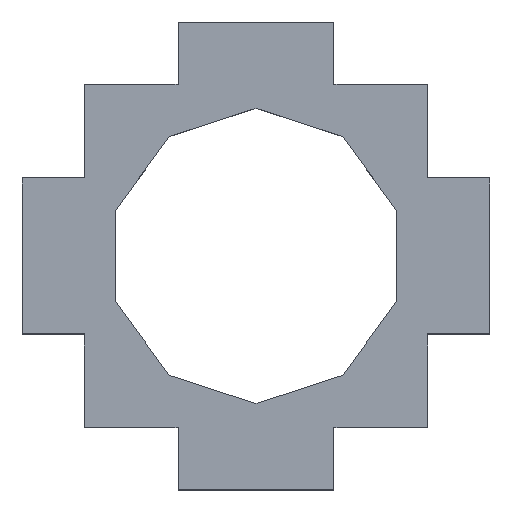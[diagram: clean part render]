
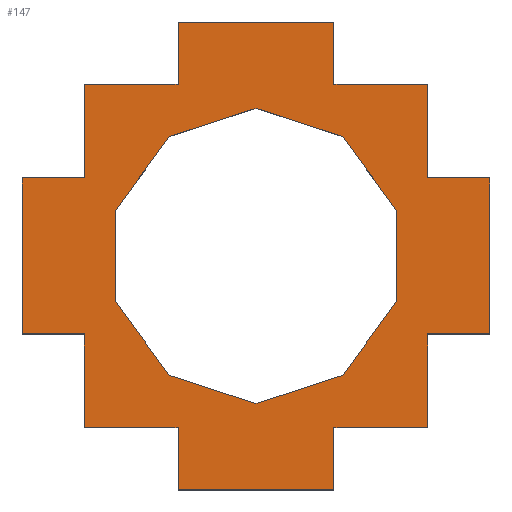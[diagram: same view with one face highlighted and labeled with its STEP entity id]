
A CAD part, top view. The second image highlights one B-rep face of the part: STEP entity #147.
In plain terms, the highlighted planar face has unit normal (0, 0, 1).
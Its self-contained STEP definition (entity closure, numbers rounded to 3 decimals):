
#113=FACE_BOUND('',#241,.T.);
#114=FACE_BOUND('',#242,.T.);
#147=ADVANCED_FACE('',(#113,#114),#179,.F.);
#179=PLANE('',#1049);
#241=EDGE_LOOP('',(#365,#366,#367,#368,#369,#370,#371,#372,#373,#374,#375,
#376,#377,#378,#379,#380,#381,#382,#383,#384));
#242=EDGE_LOOP('',(#385,#386,#387,#388,#389,#390,#391,#392,#393,#394));
#365=ORIENTED_EDGE('',*,*,#515,.F.);
#366=ORIENTED_EDGE('',*,*,#572,.F.);
#367=ORIENTED_EDGE('',*,*,#569,.F.);
#368=ORIENTED_EDGE('',*,*,#566,.F.);
#369=ORIENTED_EDGE('',*,*,#563,.F.);
#370=ORIENTED_EDGE('',*,*,#560,.F.);
#371=ORIENTED_EDGE('',*,*,#557,.F.);
#372=ORIENTED_EDGE('',*,*,#554,.F.);
#373=ORIENTED_EDGE('',*,*,#551,.F.);
#374=ORIENTED_EDGE('',*,*,#548,.F.);
#375=ORIENTED_EDGE('',*,*,#545,.F.);
#376=ORIENTED_EDGE('',*,*,#542,.F.);
#377=ORIENTED_EDGE('',*,*,#539,.F.);
#378=ORIENTED_EDGE('',*,*,#536,.F.);
#379=ORIENTED_EDGE('',*,*,#533,.F.);
#380=ORIENTED_EDGE('',*,*,#530,.F.);
#381=ORIENTED_EDGE('',*,*,#527,.F.);
#382=ORIENTED_EDGE('',*,*,#524,.F.);
#383=ORIENTED_EDGE('',*,*,#521,.F.);
#384=ORIENTED_EDGE('',*,*,#518,.F.);
#385=ORIENTED_EDGE('',*,*,#487,.F.);
#386=ORIENTED_EDGE('',*,*,#574,.F.);
#387=ORIENTED_EDGE('',*,*,#511,.F.);
#388=ORIENTED_EDGE('',*,*,#508,.F.);
#389=ORIENTED_EDGE('',*,*,#505,.F.);
#390=ORIENTED_EDGE('',*,*,#502,.F.);
#391=ORIENTED_EDGE('',*,*,#499,.F.);
#392=ORIENTED_EDGE('',*,*,#496,.F.);
#393=ORIENTED_EDGE('',*,*,#493,.F.);
#394=ORIENTED_EDGE('',*,*,#490,.F.);
#427=VERTEX_POINT('',#1287);
#428=VERTEX_POINT('',#1289);
#430=VERTEX_POINT('',#1295);
#432=VERTEX_POINT('',#1301);
#434=VERTEX_POINT('',#1307);
#436=VERTEX_POINT('',#1313);
#438=VERTEX_POINT('',#1319);
#440=VERTEX_POINT('',#1325);
#442=VERTEX_POINT('',#1331);
#444=VERTEX_POINT('',#1337);
#447=VERTEX_POINT('',#1344);
#448=VERTEX_POINT('',#1346);
#450=VERTEX_POINT('',#1352);
#452=VERTEX_POINT('',#1358);
#454=VERTEX_POINT('',#1364);
#456=VERTEX_POINT('',#1370);
#458=VERTEX_POINT('',#1376);
#460=VERTEX_POINT('',#1382);
#462=VERTEX_POINT('',#1388);
#464=VERTEX_POINT('',#1394);
#466=VERTEX_POINT('',#1400);
#468=VERTEX_POINT('',#1406);
#470=VERTEX_POINT('',#1412);
#472=VERTEX_POINT('',#1418);
#474=VERTEX_POINT('',#1424);
#476=VERTEX_POINT('',#1430);
#478=VERTEX_POINT('',#1436);
#480=VERTEX_POINT('',#1442);
#482=VERTEX_POINT('',#1448);
#484=VERTEX_POINT('',#1454);
#487=EDGE_CURVE('',#427,#428,#719,.T.);
#490=EDGE_CURVE('',#428,#430,#722,.T.);
#493=EDGE_CURVE('',#430,#432,#725,.T.);
#496=EDGE_CURVE('',#432,#434,#728,.T.);
#499=EDGE_CURVE('',#434,#436,#731,.T.);
#502=EDGE_CURVE('',#436,#438,#734,.T.);
#505=EDGE_CURVE('',#438,#440,#737,.T.);
#508=EDGE_CURVE('',#440,#442,#740,.T.);
#511=EDGE_CURVE('',#442,#444,#743,.T.);
#515=EDGE_CURVE('',#447,#448,#747,.T.);
#518=EDGE_CURVE('',#448,#450,#750,.T.);
#521=EDGE_CURVE('',#450,#452,#753,.T.);
#524=EDGE_CURVE('',#452,#454,#756,.T.);
#527=EDGE_CURVE('',#454,#456,#759,.T.);
#530=EDGE_CURVE('',#456,#458,#762,.T.);
#533=EDGE_CURVE('',#458,#460,#765,.T.);
#536=EDGE_CURVE('',#460,#462,#768,.T.);
#539=EDGE_CURVE('',#462,#464,#771,.T.);
#542=EDGE_CURVE('',#464,#466,#774,.T.);
#545=EDGE_CURVE('',#466,#468,#777,.T.);
#548=EDGE_CURVE('',#468,#470,#780,.T.);
#551=EDGE_CURVE('',#470,#472,#783,.T.);
#554=EDGE_CURVE('',#472,#474,#786,.T.);
#557=EDGE_CURVE('',#474,#476,#789,.T.);
#560=EDGE_CURVE('',#476,#478,#792,.T.);
#563=EDGE_CURVE('',#478,#480,#795,.T.);
#566=EDGE_CURVE('',#480,#482,#798,.T.);
#569=EDGE_CURVE('',#482,#484,#801,.T.);
#572=EDGE_CURVE('',#484,#447,#804,.T.);
#574=EDGE_CURVE('',#444,#427,#806,.T.);
#719=LINE('',#1288,#844);
#722=LINE('',#1294,#847);
#725=LINE('',#1300,#850);
#728=LINE('',#1306,#853);
#731=LINE('',#1312,#856);
#734=LINE('',#1318,#859);
#737=LINE('',#1324,#862);
#740=LINE('',#1330,#865);
#743=LINE('',#1336,#868);
#747=LINE('',#1345,#872);
#750=LINE('',#1351,#875);
#753=LINE('',#1357,#878);
#756=LINE('',#1363,#881);
#759=LINE('',#1369,#884);
#762=LINE('',#1375,#887);
#765=LINE('',#1381,#890);
#768=LINE('',#1387,#893);
#771=LINE('',#1393,#896);
#774=LINE('',#1399,#899);
#777=LINE('',#1405,#902);
#780=LINE('',#1411,#905);
#783=LINE('',#1417,#908);
#786=LINE('',#1423,#911);
#789=LINE('',#1429,#914);
#792=LINE('',#1435,#917);
#795=LINE('',#1441,#920);
#798=LINE('',#1447,#923);
#801=LINE('',#1453,#926);
#804=LINE('',#1458,#929);
#806=LINE('',#1461,#931);
#844=VECTOR('',#1092,1.);
#847=VECTOR('',#1097,1.);
#850=VECTOR('',#1102,1.);
#853=VECTOR('',#1107,1.);
#856=VECTOR('',#1112,1.);
#859=VECTOR('',#1117,1.);
#862=VECTOR('',#1122,1.);
#865=VECTOR('',#1127,1.);
#868=VECTOR('',#1132,1.);
#872=VECTOR('',#1138,1.);
#875=VECTOR('',#1143,1.);
#878=VECTOR('',#1148,1.);
#881=VECTOR('',#1153,1.);
#884=VECTOR('',#1158,1.);
#887=VECTOR('',#1163,1.);
#890=VECTOR('',#1168,1.);
#893=VECTOR('',#1173,1.);
#896=VECTOR('',#1178,1.);
#899=VECTOR('',#1183,1.);
#902=VECTOR('',#1188,1.);
#905=VECTOR('',#1193,1.);
#908=VECTOR('',#1198,1.);
#911=VECTOR('',#1203,1.);
#914=VECTOR('',#1208,1.);
#917=VECTOR('',#1213,1.);
#920=VECTOR('',#1218,1.);
#923=VECTOR('',#1223,1.);
#926=VECTOR('',#1228,1.);
#929=VECTOR('',#1233,1.);
#931=VECTOR('',#1237,1.);
#1049=AXIS2_PLACEMENT_3D('',#1463,#1240,#1241);
#1092=DIRECTION('',(0.,-1.,0.));
#1097=DIRECTION('',(0.588,-0.809,0.));
#1102=DIRECTION('',(0.951,-0.309,0.));
#1107=DIRECTION('',(0.951,0.309,0.));
#1112=DIRECTION('',(0.588,0.809,0.));
#1117=DIRECTION('',(0.,1.,0.));
#1122=DIRECTION('',(-0.588,0.809,0.));
#1127=DIRECTION('',(-0.951,0.309,0.));
#1132=DIRECTION('',(-0.951,-0.309,0.));
#1138=DIRECTION('',(0.,1.,0.));
#1143=DIRECTION('',(1.,0.,0.));
#1148=DIRECTION('',(0.,1.,0.));
#1153=DIRECTION('',(1.,0.,0.));
#1158=DIRECTION('',(0.,1.,0.));
#1163=DIRECTION('',(1.,0.,0.));
#1168=DIRECTION('',(0.,-1.,0.));
#1173=DIRECTION('',(1.,0.,0.));
#1178=DIRECTION('',(0.,-1.,0.));
#1183=DIRECTION('',(1.,0.,0.));
#1188=DIRECTION('',(0.,-1.,0.));
#1193=DIRECTION('',(-1.,0.,0.));
#1198=DIRECTION('',(0.,-1.,0.));
#1203=DIRECTION('',(-1.,0.,0.));
#1208=DIRECTION('',(0.,-1.,0.));
#1213=DIRECTION('',(-1.,0.,0.));
#1218=DIRECTION('',(0.,1.,0.));
#1223=DIRECTION('',(-1.,0.,0.));
#1228=DIRECTION('',(0.,1.,0.));
#1233=DIRECTION('',(-1.,0.,0.));
#1237=DIRECTION('',(-0.588,-0.809,0.));
#1240=DIRECTION('',(0.,0.,-1.));
#1241=DIRECTION('',(-1.,0.,0.));
#1287=CARTESIAN_POINT('',(-9.,2.924,4.));
#1288=CARTESIAN_POINT('',(-9.,2.924,4.));
#1289=CARTESIAN_POINT('',(-9.,-2.924,4.));
#1294=CARTESIAN_POINT('',(-9.,-2.924,4.));
#1295=CARTESIAN_POINT('',(-5.562,-7.656,4.));
#1300=CARTESIAN_POINT('',(-5.562,-7.656,4.));
#1301=CARTESIAN_POINT('',(0.,-9.463,4.));
#1306=CARTESIAN_POINT('',(0.,-9.463,4.));
#1307=CARTESIAN_POINT('',(5.562,-7.656,4.));
#1312=CARTESIAN_POINT('',(5.562,-7.656,4.));
#1313=CARTESIAN_POINT('',(9.,-2.924,4.));
#1318=CARTESIAN_POINT('',(9.,-2.924,4.));
#1319=CARTESIAN_POINT('',(9.,2.924,4.));
#1324=CARTESIAN_POINT('',(9.,2.924,4.));
#1325=CARTESIAN_POINT('',(5.562,7.656,4.));
#1330=CARTESIAN_POINT('',(5.562,7.656,4.));
#1331=CARTESIAN_POINT('',(0.,9.463,4.));
#1336=CARTESIAN_POINT('',(0.,9.463,4.));
#1337=CARTESIAN_POINT('',(-5.562,7.656,4.));
#1344=CARTESIAN_POINT('',(-15.,-5.,4.));
#1345=CARTESIAN_POINT('',(-15.,-5.,4.));
#1346=CARTESIAN_POINT('',(-15.,5.,4.));
#1351=CARTESIAN_POINT('',(-15.,5.,4.));
#1352=CARTESIAN_POINT('',(-11.,5.,4.));
#1357=CARTESIAN_POINT('',(-11.,5.,4.));
#1358=CARTESIAN_POINT('',(-11.,11.,4.));
#1363=CARTESIAN_POINT('',(-11.,11.,4.));
#1364=CARTESIAN_POINT('',(-5.,11.,4.));
#1369=CARTESIAN_POINT('',(-5.,11.,4.));
#1370=CARTESIAN_POINT('',(-5.,15.,4.));
#1375=CARTESIAN_POINT('',(-5.,15.,4.));
#1376=CARTESIAN_POINT('',(5.,15.,4.));
#1381=CARTESIAN_POINT('',(5.,15.,4.));
#1382=CARTESIAN_POINT('',(5.,11.,4.));
#1387=CARTESIAN_POINT('',(5.,11.,4.));
#1388=CARTESIAN_POINT('',(11.,11.,4.));
#1393=CARTESIAN_POINT('',(11.,11.,4.));
#1394=CARTESIAN_POINT('',(11.,5.,4.));
#1399=CARTESIAN_POINT('',(11.,5.,4.));
#1400=CARTESIAN_POINT('',(15.,5.,4.));
#1405=CARTESIAN_POINT('',(15.,5.,4.));
#1406=CARTESIAN_POINT('',(15.,-5.,4.));
#1411=CARTESIAN_POINT('',(15.,-5.,4.));
#1412=CARTESIAN_POINT('',(11.,-5.,4.));
#1417=CARTESIAN_POINT('',(11.,-5.,4.));
#1418=CARTESIAN_POINT('',(11.,-11.,4.));
#1423=CARTESIAN_POINT('',(11.,-11.,4.));
#1424=CARTESIAN_POINT('',(5.,-11.,4.));
#1429=CARTESIAN_POINT('',(5.,-11.,4.));
#1430=CARTESIAN_POINT('',(5.,-15.,4.));
#1435=CARTESIAN_POINT('',(5.,-15.,4.));
#1436=CARTESIAN_POINT('',(-5.,-15.,4.));
#1441=CARTESIAN_POINT('',(-5.,-15.,4.));
#1442=CARTESIAN_POINT('',(-5.,-11.,4.));
#1447=CARTESIAN_POINT('',(-5.,-11.,4.));
#1448=CARTESIAN_POINT('',(-11.,-11.,4.));
#1453=CARTESIAN_POINT('',(-11.,-11.,4.));
#1454=CARTESIAN_POINT('',(-11.,-5.,4.));
#1458=CARTESIAN_POINT('',(-11.,-5.,4.));
#1461=CARTESIAN_POINT('',(-5.562,7.656,4.));
#1463=CARTESIAN_POINT('',(0.,0.,4.));
